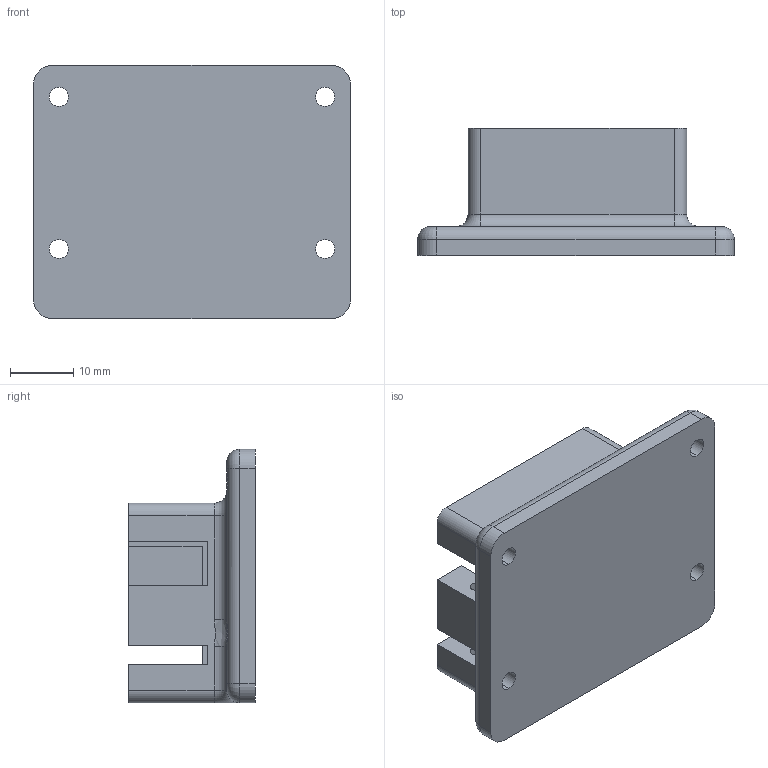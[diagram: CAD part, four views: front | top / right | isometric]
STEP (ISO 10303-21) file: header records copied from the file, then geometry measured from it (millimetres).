
FILE_DESCRIPTION (( 'STEP AP203' ), '1' );
FILE_NAME ('Micro servo holder.STEP', '2020-03-12T09:55:59', ( '' ), ( '' ), 'SwSTEP 2.0', 'SolidWorks 2018', '' );
FILE_SCHEMA (( 'CONFIG_CONTROL_DESIGN' ));
Length unit declared in the file: millimetre
Products named in the file (1): Micro servo holder
Bounding box: 50 x 20 x 40 mm (x, y, z)
Volume: 17801.3 mm3; surface area: 7616.6 mm2
Topology: 1 solids, 1 shells, 89 faces, 234 edges, 145 vertices
Faces by surface type: cylinder 36, plane 35, cone 8, torus 7, bspline 3
Entity records: 3028 total; most frequent: CARTESIAN_POINT 688, DIRECTION 492, ORIENTED_EDGE 468, EDGE_CURVE 234, AXIS2_PLACEMENT_3D 181, VERTEX_POINT 145, LINE 130, VECTOR 130
